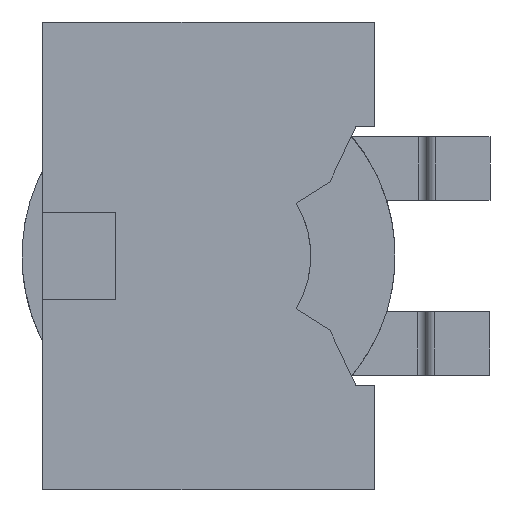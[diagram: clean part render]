
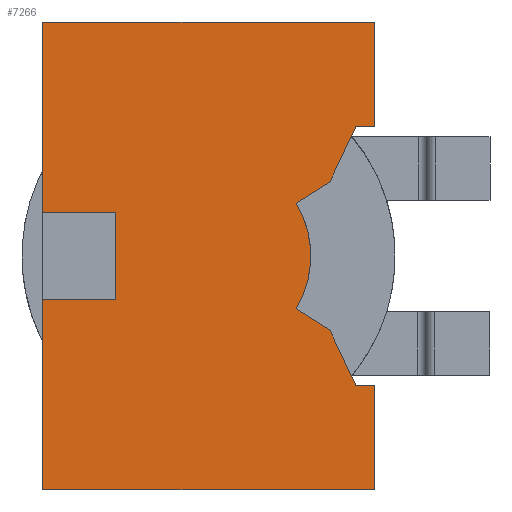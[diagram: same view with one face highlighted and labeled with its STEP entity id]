
A CAD part, front view. The second image highlights one B-rep face of the part: STEP entity #7266.
In plain terms, the highlighted planar face has unit normal (0, -1, 0).
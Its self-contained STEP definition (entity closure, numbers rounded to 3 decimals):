
#270 = EDGE_CURVE ( 'NONE', #2145, #13474, #19083, .T. ) ;
#822 = LINE ( 'NONE', #12319, #10743 ) ;
#1080 = EDGE_CURVE ( 'NONE', #5016, #2145, #6336, .T. ) ;
#1125 = LINE ( 'NONE', #17487, #11721 ) ;
#1246 = CARTESIAN_POINT ( 'NONE',  ( 0., -1., 13.951 ) ) ;
#1383 = VERTEX_POINT ( 'NONE', #17394 ) ;
#1450 = VECTOR ( 'NONE', #24690, 1000. ) ;
#1628 = CARTESIAN_POINT ( 'NONE',  ( 7.232, -1., -4.411 ) ) ;
#1834 = EDGE_CURVE ( 'NONE', #7674, #23900, #19380, .T. ) ;
#1867 = DIRECTION ( 'NONE',  ( 1., 0., 0. ) ) ;
#2145 = VERTEX_POINT ( 'NONE', #13464 ) ;
#2269 = CARTESIAN_POINT ( 'NONE',  ( -5.531, -1., 2.605 ) ) ;
#2385 = ORIENTED_EDGE ( 'NONE', *, *, #12538, .T. ) ;
#2429 = CARTESIAN_POINT ( 'NONE',  ( 9.901, -1., 0. ) ) ;
#2497 = EDGE_CURVE ( 'NONE', #15106, #10471, #18508, .T. ) ;
#3051 = ORIENTED_EDGE ( 'NONE', *, *, #16781, .T. ) ;
#3217 = CARTESIAN_POINT ( 'NONE',  ( 8.801, -1., 7.749 ) ) ;
#3317 = CARTESIAN_POINT ( 'NONE',  ( -9.901, -1., -13.951 ) ) ;
#3396 = VECTOR ( 'NONE', #1867, 1000. ) ;
#3606 = CARTESIAN_POINT ( 'NONE',  ( 0., -1., 7.749 ) ) ;
#3689 = CARTESIAN_POINT ( 'NONE',  ( -9.901, -1., 2.605 ) ) ;
#3883 = VECTOR ( 'NONE', #18823, 1000. ) ;
#3893 = ORIENTED_EDGE ( 'NONE', *, *, #19783, .T. ) ;
#3959 = EDGE_CURVE ( 'NONE', #1383, #5016, #10361, .T. ) ;
#4936 = CARTESIAN_POINT ( 'NONE',  ( 7.232, -1., 4.411 ) ) ;
#4983 = ORIENTED_EDGE ( 'NONE', *, *, #1834, .T. ) ;
#5016 = VERTEX_POINT ( 'NONE', #11593 ) ;
#5032 = CARTESIAN_POINT ( 'NONE',  ( 8.801, -1., -7.749 ) ) ;
#5348 = CARTESIAN_POINT ( 'NONE',  ( 9.901, -1., -7.749 ) ) ;
#5392 = ORIENTED_EDGE ( 'NONE', *, *, #1080, .T. ) ;
#5426 = DIRECTION ( 'NONE',  ( 0., -1., 0. ) ) ;
#6336 = LINE ( 'NONE', #14688, #16870 ) ;
#6411 = ORIENTED_EDGE ( 'NONE', *, *, #21407, .T. ) ;
#6434 = DIRECTION ( 'NONE',  ( 0., 0., 1. ) ) ;
#6466 = AXIS2_PLACEMENT_3D ( 'NONE', #11045, #25004, #13062 ) ;
#6525 = LINE ( 'NONE', #24757, #11825 ) ;
#6630 = VECTOR ( 'NONE', #21104, 1000. ) ;
#7048 = PLANE ( 'NONE',  #22427 ) ;
#7051 = VECTOR ( 'NONE', #21510, 1000. ) ;
#7198 = ORIENTED_EDGE ( 'NONE', *, *, #3959, .T. ) ;
#7266 = ADVANCED_FACE ( 'NONE', ( #10903 ), #7048, .T. ) ;
#7674 = VERTEX_POINT ( 'NONE', #11090 ) ;
#8115 = VECTOR ( 'NONE', #9324, 1000. ) ;
#8135 = EDGE_LOOP ( 'NONE', ( #24945, #21466, #3893, #14448, #10389, #18536, #8858, #4983, #6411, #11543, #2385, #7198, #5392, #10869, #3051, #16591 ) ) ;
#8858 = ORIENTED_EDGE ( 'NONE', *, *, #20364, .T. ) ;
#9324 = DIRECTION ( 'NONE',  ( 0., 0., -1. ) ) ;
#9350 = DIRECTION ( 'NONE',  ( 1., 0., 0. ) ) ;
#9384 = EDGE_CURVE ( 'NONE', #19805, #22315, #22988, .T. ) ;
#9519 = LINE ( 'NONE', #10724, #1450 ) ;
#9552 = CARTESIAN_POINT ( 'NONE',  ( 9.901, -1., 0. ) ) ;
#9579 = DIRECTION ( 'NONE',  ( 0., 0., -1. ) ) ;
#10017 = VERTEX_POINT ( 'NONE', #14864 ) ;
#10156 = EDGE_CURVE ( 'NONE', #21959, #19414, #22353, .T. ) ;
#10361 = CIRCLE ( 'NONE', #6466, 6.101 ) ;
#10389 = ORIENTED_EDGE ( 'NONE', *, *, #2497, .T. ) ;
#10471 = VERTEX_POINT ( 'NONE', #16991 ) ;
#10724 = CARTESIAN_POINT ( 'NONE',  ( 0., -1., -7.749 ) ) ;
#10743 = VECTOR ( 'NONE', #14334, 1000. ) ;
#10869 = ORIENTED_EDGE ( 'NONE', *, *, #270, .T. ) ;
#10903 = FACE_OUTER_BOUND ( 'NONE', #8135, .T. ) ;
#11045 = CARTESIAN_POINT ( 'NONE',  ( 0., -1., 0. ) ) ;
#11090 = CARTESIAN_POINT ( 'NONE',  ( 9.901, -1., -13.951 ) ) ;
#11350 = CARTESIAN_POINT ( 'NONE',  ( 8.801, -1., -7.749 ) ) ;
#11543 = ORIENTED_EDGE ( 'NONE', *, *, #9384, .T. ) ;
#11593 = CARTESIAN_POINT ( 'NONE',  ( 5.223, -1., 3.153 ) ) ;
#11603 = CARTESIAN_POINT ( 'NONE',  ( 0., -1., -2.605 ) ) ;
#11721 = VECTOR ( 'NONE', #9579, 1000. ) ;
#11825 = VECTOR ( 'NONE', #15088, 1000. ) ;
#12042 = VERTEX_POINT ( 'NONE', #2269 ) ;
#12319 = CARTESIAN_POINT ( 'NONE',  ( 7.232, -1., -4.411 ) ) ;
#12538 = EDGE_CURVE ( 'NONE', #22315, #1383, #822, .T. ) ;
#13062 = DIRECTION ( 'NONE',  ( 0., 0., 1. ) ) ;
#13095 = EDGE_CURVE ( 'NONE', #12042, #15106, #1125, .T. ) ;
#13349 = LINE ( 'NONE', #19883, #3396 ) ;
#13395 = LINE ( 'NONE', #3606, #19307 ) ;
#13425 = LINE ( 'NONE', #23292, #8115 ) ;
#13464 = CARTESIAN_POINT ( 'NONE',  ( 7.232, -1., 4.411 ) ) ;
#13474 = VERTEX_POINT ( 'NONE', #3217 ) ;
#13504 = VERTEX_POINT ( 'NONE', #3317 ) ;
#13542 = DIRECTION ( 'NONE',  ( -1., 0., 0. ) ) ;
#13905 = VECTOR ( 'NONE', #13542, 1000. ) ;
#14114 = VECTOR ( 'NONE', #6434, 1000. ) ;
#14334 = DIRECTION ( 'NONE',  ( -0.847, 0., 0.531 ) ) ;
#14448 = ORIENTED_EDGE ( 'NONE', *, *, #13095, .T. ) ;
#14688 = CARTESIAN_POINT ( 'NONE',  ( 5.223, -1., 3.153 ) ) ;
#14864 = CARTESIAN_POINT ( 'NONE',  ( -9.901, -1., 13.951 ) ) ;
#15088 = DIRECTION ( 'NONE',  ( 0., 0., -1. ) ) ;
#15106 = VERTEX_POINT ( 'NONE', #18906 ) ;
#15510 = EDGE_CURVE ( 'NONE', #10017, #16831, #13425, .T. ) ;
#16098 = CARTESIAN_POINT ( 'NONE',  ( 9.901, -1., 13.951 ) ) ;
#16591 = ORIENTED_EDGE ( 'NONE', *, *, #10156, .T. ) ;
#16679 = DIRECTION ( 'NONE',  ( 0.847, 0., 0.531 ) ) ;
#16781 = EDGE_CURVE ( 'NONE', #13474, #21959, #13395, .T. ) ;
#16831 = VERTEX_POINT ( 'NONE', #3689 ) ;
#16870 = VECTOR ( 'NONE', #16679, 1000. ) ;
#16924 = DIRECTION ( 'NONE',  ( -0.425, 0., 0.905 ) ) ;
#16991 = CARTESIAN_POINT ( 'NONE',  ( -9.901, -1., -2.605 ) ) ;
#17188 = LINE ( 'NONE', #1246, #6630 ) ;
#17307 = CARTESIAN_POINT ( 'NONE',  ( 0., -1., 0. ) ) ;
#17394 = CARTESIAN_POINT ( 'NONE',  ( 5.223, -1., -3.153 ) ) ;
#17480 = DIRECTION ( 'NONE',  ( 1., 0., 0. ) ) ;
#17487 = CARTESIAN_POINT ( 'NONE',  ( -5.531, -1., 0. ) ) ;
#18316 = VECTOR ( 'NONE', #9350, 1000. ) ;
#18508 = LINE ( 'NONE', #11603, #13905 ) ;
#18536 = ORIENTED_EDGE ( 'NONE', *, *, #18770, .T. ) ;
#18770 = EDGE_CURVE ( 'NONE', #10471, #13504, #6525, .T. ) ;
#18823 = DIRECTION ( 'NONE',  ( 0.425, 0., 0.905 ) ) ;
#18906 = CARTESIAN_POINT ( 'NONE',  ( -5.531, -1., -2.605 ) ) ;
#19083 = LINE ( 'NONE', #4936, #3883 ) ;
#19279 = CARTESIAN_POINT ( 'NONE',  ( 0., -1., 2.605 ) ) ;
#19307 = VECTOR ( 'NONE', #17480, 1000. ) ;
#19323 = DIRECTION ( 'NONE',  ( 0., 0., -1. ) ) ;
#19380 = LINE ( 'NONE', #2429, #14114 ) ;
#19414 = VERTEX_POINT ( 'NONE', #16098 ) ;
#19712 = CARTESIAN_POINT ( 'NONE',  ( 9.901, -1., 7.749 ) ) ;
#19783 = EDGE_CURVE ( 'NONE', #16831, #12042, #23669, .T. ) ;
#19805 = VERTEX_POINT ( 'NONE', #11350 ) ;
#19883 = CARTESIAN_POINT ( 'NONE',  ( 0., -1., -13.951 ) ) ;
#20364 = EDGE_CURVE ( 'NONE', #13504, #7674, #13349, .T. ) ;
#21104 = DIRECTION ( 'NONE',  ( -1., 0., 0. ) ) ;
#21407 = EDGE_CURVE ( 'NONE', #23900, #19805, #9519, .T. ) ;
#21466 = ORIENTED_EDGE ( 'NONE', *, *, #15510, .T. ) ;
#21510 = DIRECTION ( 'NONE',  ( 0., 0., 1. ) ) ;
#21959 = VERTEX_POINT ( 'NONE', #19712 ) ;
#22315 = VERTEX_POINT ( 'NONE', #1628 ) ;
#22353 = LINE ( 'NONE', #9552, #7051 ) ;
#22368 = VECTOR ( 'NONE', #16924, 1000. ) ;
#22427 = AXIS2_PLACEMENT_3D ( 'NONE', #17307, #5426, #19323 ) ;
#22988 = LINE ( 'NONE', #5032, #22368 ) ;
#23292 = CARTESIAN_POINT ( 'NONE',  ( -9.901, -1., 0. ) ) ;
#23669 = LINE ( 'NONE', #19279, #18316 ) ;
#23900 = VERTEX_POINT ( 'NONE', #5348 ) ;
#24690 = DIRECTION ( 'NONE',  ( -1., 0., 0. ) ) ;
#24757 = CARTESIAN_POINT ( 'NONE',  ( -9.901, -1., 0. ) ) ;
#24794 = EDGE_CURVE ( 'NONE', #19414, #10017, #17188, .T. ) ;
#24945 = ORIENTED_EDGE ( 'NONE', *, *, #24794, .T. ) ;
#25004 = DIRECTION ( 'NONE',  ( 0., -1., 0. ) ) ;
